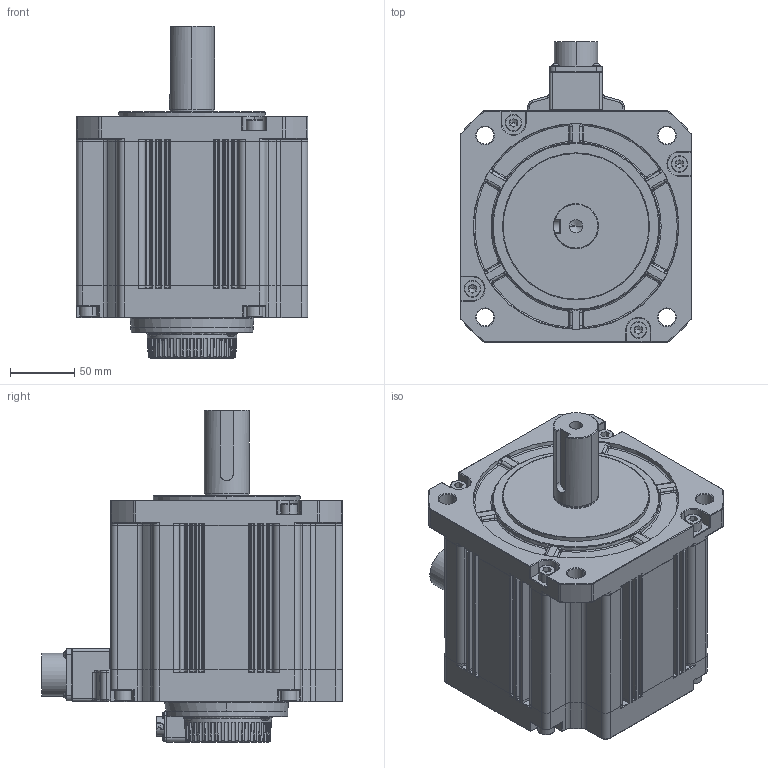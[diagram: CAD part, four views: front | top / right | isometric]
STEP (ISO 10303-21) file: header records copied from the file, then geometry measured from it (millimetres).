
FILE_DESCRIPTION (( 'STEP AP203' ), '1' );
FILE_NAME ('SV-X2MM500A-N4LA.STEP', '2021-10-12T13:29:43', ( 'China' ), ( 'Microsoft' ), 'SwSTEP 2.0', 'SolidWorks 2016', '' );
FILE_SCHEMA (( 'CONFIG_CONTROL_DESIGN' ));
Products named in the file (1): SV-X2MM500A-N4LA
Bounding box: 180 x 233.9 x 258.2 mm (x, y, z)
Volume: 4715214.8 mm3; surface area: 239140.3 mm2
Topology: 1 solids, 14 shells, 2545 faces, 6570 edges, 4058 vertices
Faces by surface type: cylinder 1082, plane 839, bspline 228, cone 207, torus 130, sphere 59
Entity records: 103640 total; most frequent: CARTESIAN_POINT 44475, ORIENTED_EDGE 12946, DIRECTION 11795, EDGE_CURVE 6473, AXIS2_PLACEMENT_3D 4466, VERTEX_POINT 4030, VECTOR 2863, LINE 2863
